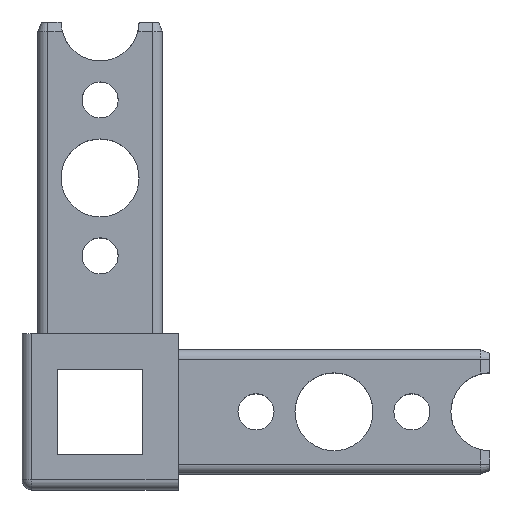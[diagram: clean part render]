
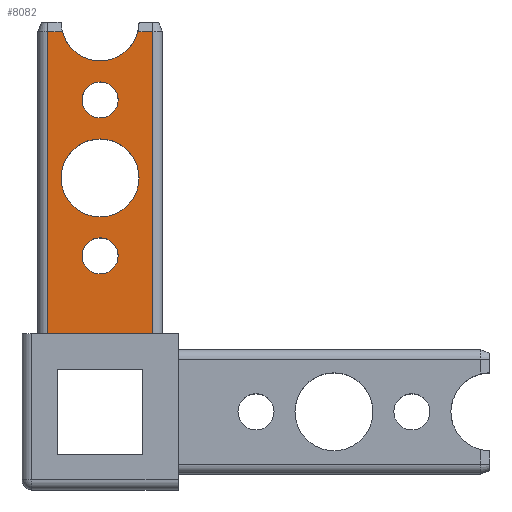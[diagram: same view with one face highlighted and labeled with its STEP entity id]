
A CAD part, top view. The second image highlights one B-rep face of the part: STEP entity #8082.
In plain terms, the highlighted planar face has unit normal (0, 0, 1).
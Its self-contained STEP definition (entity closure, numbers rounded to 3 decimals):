
#51 = PLANE ( 'NONE',  #8963 ) ;
#83 = DIRECTION ( 'NONE',  ( -1., 0., 0. ) ) ;
#243 = ORIENTED_EDGE ( 'NONE', *, *, #3558, .F. ) ;
#361 = VERTEX_POINT ( 'NONE', #6264 ) ;
#422 = ORIENTED_EDGE ( 'NONE', *, *, #3450, .F. ) ;
#455 = VERTEX_POINT ( 'NONE', #7930 ) ;
#460 = ORIENTED_EDGE ( 'NONE', *, *, #4932, .T. ) ;
#480 = CARTESIAN_POINT ( 'NONE',  ( 23.834, 52.619, 38.817 ) ) ;
#670 = VERTEX_POINT ( 'NONE', #8088 ) ;
#704 = CIRCLE ( 'NONE', #5498, 4. ) ;
#790 = DIRECTION ( 'NONE',  ( 0., 0., 1. ) ) ;
#816 = VERTEX_POINT ( 'NONE', #8785 ) ;
#820 = ORIENTED_EDGE ( 'NONE', *, *, #4920, .F. ) ;
#836 = VERTEX_POINT ( 'NONE', #9117 ) ;
#941 = CIRCLE ( 'NONE', #6462, 1.85 ) ;
#972 = FACE_BOUND ( 'NONE', #4551, .T. ) ;
#1262 = VERTEX_POINT ( 'NONE', #4212 ) ;
#1502 = ORIENTED_EDGE ( 'NONE', *, *, #2667, .T. ) ;
#1541 = CARTESIAN_POINT ( 'NONE',  ( 25.684, 60.619, 38.817 ) ) ;
#1569 = CARTESIAN_POINT ( 'NONE',  ( 20.309, 59.619, 38.817 ) ) ;
#1689 = CARTESIAN_POINT ( 'NONE',  ( 25.684, 52.619, 38.817 ) ) ;
#1708 = LINE ( 'NONE', #8097, #7504 ) ;
#2069 = CIRCLE ( 'NONE', #9143, 1.85 ) ;
#2224 = CARTESIAN_POINT ( 'NONE',  ( 25.684, 44.619, 38.817 ) ) ;
#2261 = DIRECTION ( 'NONE',  ( 1., 0., 0. ) ) ;
#2608 = VECTOR ( 'NONE', #2915, 1000. ) ;
#2632 = CARTESIAN_POINT ( 'NONE',  ( 29.684, 44.619, 38.817 ) ) ;
#2641 = FACE_BOUND ( 'NONE', #5502, .T. ) ;
#2667 = EDGE_CURVE ( 'NONE', #6534, #816, #6070, .T. ) ;
#2915 = DIRECTION ( 'NONE',  ( 0., 1., 0. ) ) ;
#2958 = DIRECTION ( 'NONE',  ( 1., 0., 0. ) ) ;
#3288 = DIRECTION ( 'NONE',  ( 1., 0., 0. ) ) ;
#3306 = DIRECTION ( 'NONE',  ( 1., 0., 0. ) ) ;
#3316 = ORIENTED_EDGE ( 'NONE', *, *, #4908, .F. ) ;
#3326 = EDGE_CURVE ( 'NONE', #361, #9184, #5603, .T. ) ;
#3450 = EDGE_CURVE ( 'NONE', #4773, #1262, #7643, .T. ) ;
#3498 = VERTEX_POINT ( 'NONE', #5619 ) ;
#3516 = AXIS2_PLACEMENT_3D ( 'NONE', #7999, #3644, #8748 ) ;
#3558 = EDGE_CURVE ( 'NONE', #9000, #836, #2069, .T. ) ;
#3630 = CARTESIAN_POINT ( 'NONE',  ( 19.309, 60.619, 38.817 ) ) ;
#3644 = DIRECTION ( 'NONE',  ( 0., 0., 1. ) ) ;
#3669 = CARTESIAN_POINT ( 'NONE',  ( 29.684, 59.619, 38.817 ) ) ;
#3827 = DIRECTION ( 'NONE',  ( 0., 0., 1. ) ) ;
#3856 = ORIENTED_EDGE ( 'NONE', *, *, #4935, .F. ) ;
#4034 = ORIENTED_EDGE ( 'NONE', *, *, #4925, .T. ) ;
#4212 = CARTESIAN_POINT ( 'NONE',  ( 27.534, 52.619, 38.817 ) ) ;
#4351 = DIRECTION ( 'NONE',  ( -1., 0., 0. ) ) ;
#4389 = DIRECTION ( 'NONE',  ( -1., 0., 0. ) ) ;
#4395 = ORIENTED_EDGE ( 'NONE', *, *, #3326, .F. ) ;
#4401 = DIRECTION ( 'NONE',  ( 1., 0., 0. ) ) ;
#4526 = LINE ( 'NONE', #3669, #8178 ) ;
#4539 = CARTESIAN_POINT ( 'NONE',  ( 19.309, 28.619, 38.817 ) ) ;
#4551 = EDGE_LOOP ( 'NONE', ( #3316, #243 ) ) ;
#4560 = FACE_OUTER_BOUND ( 'NONE', #5744, .T. ) ;
#4761 = CIRCLE ( 'NONE', #6958, 4. ) ;
#4773 = VERTEX_POINT ( 'NONE', #480 ) ;
#4908 = EDGE_CURVE ( 'NONE', #836, #9000, #8646, .T. ) ;
#4911 = EDGE_CURVE ( 'NONE', #1262, #4773, #941, .T. ) ;
#4920 = EDGE_CURVE ( 'NONE', #9184, #361, #4761, .T. ) ;
#4925 = EDGE_CURVE ( 'NONE', #816, #670, #6490, .T. ) ;
#4932 = EDGE_CURVE ( 'NONE', #670, #7157, #4526, .T. ) ;
#4935 = EDGE_CURVE ( 'NONE', #3498, #7157, #704, .T. ) ;
#4945 = EDGE_CURVE ( 'NONE', #3498, #455, #5573, .T. ) ;
#4947 = EDGE_CURVE ( 'NONE', #455, #6534, #1708, .T. ) ;
#5119 = CARTESIAN_POINT ( 'NONE',  ( 25.684, 52.619, 38.817 ) ) ;
#5288 = CARTESIAN_POINT ( 'NONE',  ( 20.309, 28.619, 38.817 ) ) ;
#5498 = AXIS2_PLACEMENT_3D ( 'NONE', #1541, #6630, #2261 ) ;
#5502 = EDGE_LOOP ( 'NONE', ( #5551, #422 ) ) ;
#5551 = ORIENTED_EDGE ( 'NONE', *, *, #4911, .F. ) ;
#5573 = LINE ( 'NONE', #1569, #9191 ) ;
#5603 = CIRCLE ( 'NONE', #9269, 4. ) ;
#5619 = CARTESIAN_POINT ( 'NONE',  ( 21.811, 59.619, 38.817 ) ) ;
#5744 = EDGE_LOOP ( 'NONE', ( #4034, #460, #3856, #6696, #6082, #1502 ) ) ;
#5871 = DIRECTION ( 'NONE',  ( 1., 0., 0. ) ) ;
#6070 = LINE ( 'NONE', #4539, #7747 ) ;
#6082 = ORIENTED_EDGE ( 'NONE', *, *, #4947, .T. ) ;
#6169 = CARTESIAN_POINT ( 'NONE',  ( 23.834, 36.619, 38.817 ) ) ;
#6216 = DIRECTION ( 'NONE',  ( 0., 0., 1. ) ) ;
#6264 = CARTESIAN_POINT ( 'NONE',  ( 21.684, 44.619, 38.817 ) ) ;
#6462 = AXIS2_PLACEMENT_3D ( 'NONE', #5119, #790, #5871 ) ;
#6490 = LINE ( 'NONE', #6592, #2608 ) ;
#6534 = VERTEX_POINT ( 'NONE', #5288 ) ;
#6592 = CARTESIAN_POINT ( 'NONE',  ( 31.059, 60.619, 38.817 ) ) ;
#6593 = CARTESIAN_POINT ( 'NONE',  ( 29.557, 59.619, 38.817 ) ) ;
#6630 = DIRECTION ( 'NONE',  ( 0., 0., 1. ) ) ;
#6696 = ORIENTED_EDGE ( 'NONE', *, *, #4945, .T. ) ;
#6927 = DIRECTION ( 'NONE',  ( 1., 0., 0. ) ) ;
#6955 = CARTESIAN_POINT ( 'NONE',  ( 25.684, 36.619, 38.817 ) ) ;
#6958 = AXIS2_PLACEMENT_3D ( 'NONE', #2224, #7325, #2958 ) ;
#7157 = VERTEX_POINT ( 'NONE', #6593 ) ;
#7208 = DIRECTION ( 'NONE',  ( 0., 0., 1. ) ) ;
#7264 = CARTESIAN_POINT ( 'NONE',  ( 25.684, 44.619, 38.817 ) ) ;
#7325 = DIRECTION ( 'NONE',  ( 0., 0., 1. ) ) ;
#7504 = VECTOR ( 'NONE', #8835, 1000. ) ;
#7643 = CIRCLE ( 'NONE', #8416, 1.85 ) ;
#7747 = VECTOR ( 'NONE', #4401, 1000. ) ;
#7930 = CARTESIAN_POINT ( 'NONE',  ( 20.309, 59.619, 38.817 ) ) ;
#7999 = CARTESIAN_POINT ( 'NONE',  ( 25.684, 36.619, 38.817 ) ) ;
#8082 = ADVANCED_FACE ( 'NONE', ( #972, #2641, #8444, #4560 ), #51, .F. ) ;
#8088 = CARTESIAN_POINT ( 'NONE',  ( 31.059, 59.619, 38.817 ) ) ;
#8097 = CARTESIAN_POINT ( 'NONE',  ( 20.309, 60.619, 38.817 ) ) ;
#8178 = VECTOR ( 'NONE', #4389, 1000. ) ;
#8338 = EDGE_LOOP ( 'NONE', ( #820, #4395 ) ) ;
#8416 = AXIS2_PLACEMENT_3D ( 'NONE', #1689, #3827, #3288 ) ;
#8444 = FACE_BOUND ( 'NONE', #8338, .T. ) ;
#8646 = CIRCLE ( 'NONE', #3516, 1.85 ) ;
#8734 = DIRECTION ( 'NONE',  ( 0., 0., -1. ) ) ;
#8748 = DIRECTION ( 'NONE',  ( 1., 0., 0. ) ) ;
#8785 = CARTESIAN_POINT ( 'NONE',  ( 31.059, 28.619, 38.817 ) ) ;
#8835 = DIRECTION ( 'NONE',  ( 0., -1., 0. ) ) ;
#8963 = AXIS2_PLACEMENT_3D ( 'NONE', #3630, #8734, #4351 ) ;
#9000 = VERTEX_POINT ( 'NONE', #6169 ) ;
#9117 = CARTESIAN_POINT ( 'NONE',  ( 27.534, 36.619, 38.817 ) ) ;
#9143 = AXIS2_PLACEMENT_3D ( 'NONE', #6955, #6216, #3306 ) ;
#9184 = VERTEX_POINT ( 'NONE', #2632 ) ;
#9191 = VECTOR ( 'NONE', #83, 1000. ) ;
#9269 = AXIS2_PLACEMENT_3D ( 'NONE', #7264, #7208, #6927 ) ;
